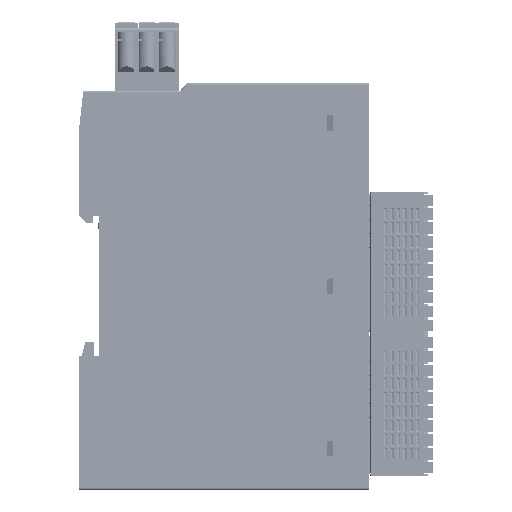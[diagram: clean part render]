
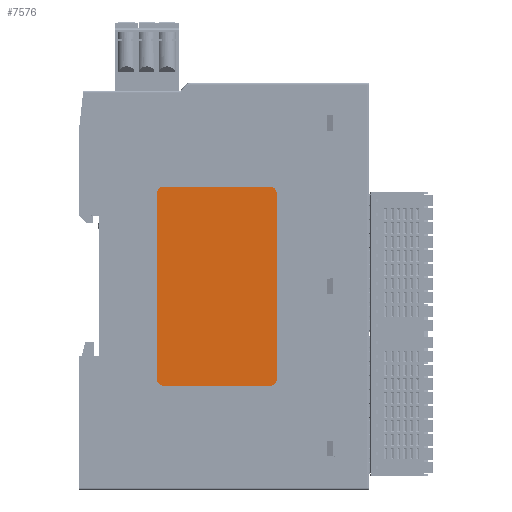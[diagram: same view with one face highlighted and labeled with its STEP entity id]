
A CAD part, top view. The second image highlights one B-rep face of the part: STEP entity #7576.
In plain terms, the highlighted planar face has unit normal (0, 0, 1).
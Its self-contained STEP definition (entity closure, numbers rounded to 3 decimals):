
#7576=ADVANCED_FACE('',(#23191),#16869,.F.);
#16869=PLANE('',#169000);
#23191=FACE_OUTER_BOUND('',#32263,.T.);
#32263=EDGE_LOOP('',(#79065,#79066,#79067,#79068,#79069,#79070,#79071,#79072));
#43232=LINE('',#232421,#60549);
#43235=LINE('',#232427,#60552);
#43239=LINE('',#232435,#60556);
#43241=LINE('',#232439,#60558);
#60549=VECTOR('',#185242,1.);
#60552=VECTOR('',#185247,1.);
#60556=VECTOR('',#185253,1.);
#60558=VECTOR('',#185257,1.);
#79065=ORIENTED_EDGE('',*,*,#141670,.F.);
#79066=ORIENTED_EDGE('',*,*,#141675,.T.);
#79067=ORIENTED_EDGE('',*,*,#141672,.F.);
#79068=ORIENTED_EDGE('',*,*,#141676,.T.);
#79069=ORIENTED_EDGE('',*,*,#141663,.F.);
#79070=ORIENTED_EDGE('',*,*,#141677,.T.);
#79071=ORIENTED_EDGE('',*,*,#141666,.F.);
#79072=ORIENTED_EDGE('',*,*,#141678,.T.);
#125682=VERTEX_POINT('',#232422);
#125683=VERTEX_POINT('',#232423);
#125684=VERTEX_POINT('',#232428);
#125685=VERTEX_POINT('',#232429);
#125686=VERTEX_POINT('',#232434);
#125687=VERTEX_POINT('',#232436);
#125688=VERTEX_POINT('',#232440);
#125689=VERTEX_POINT('',#232441);
#141663=EDGE_CURVE('',#125682,#125683,#43232,.T.);
#141666=EDGE_CURVE('',#125684,#125685,#43235,.T.);
#141670=EDGE_CURVE('',#125686,#125687,#43239,.T.);
#141672=EDGE_CURVE('',#125688,#125689,#43241,.T.);
#141675=EDGE_CURVE('',#125686,#125689,#164292,.T.);
#141676=EDGE_CURVE('',#125688,#125683,#164293,.T.);
#141677=EDGE_CURVE('',#125682,#125685,#164294,.T.);
#141678=EDGE_CURVE('',#125684,#125687,#164295,.T.);
#164292=CIRCLE('',#168996,1.8);
#164293=CIRCLE('',#168997,1.8);
#164294=CIRCLE('',#168998,1.8);
#164295=CIRCLE('',#168999,1.8);
#168996=AXIS2_PLACEMENT_3D('',#232445,#185262,#185263);
#168997=AXIS2_PLACEMENT_3D('',#232446,#185264,#185265);
#168998=AXIS2_PLACEMENT_3D('',#232447,#185266,#185267);
#168999=AXIS2_PLACEMENT_3D('',#232448,#185268,#185269);
#169000=AXIS2_PLACEMENT_3D('',#232449,#185270,#185271);
#185242=DIRECTION('',(-1.,0.,0.));
#185247=DIRECTION('',(0.,-1.,0.));
#185253=DIRECTION('',(1.,0.,0.));
#185257=DIRECTION('',(0.,1.,0.));
#185262=DIRECTION('',(0.,0.,1.));
#185263=DIRECTION('',(-1.,0.,0.));
#185264=DIRECTION('',(0.,0.,1.));
#185265=DIRECTION('',(-1.,0.,0.));
#185266=DIRECTION('',(0.,0.,1.));
#185267=DIRECTION('',(-1.,0.,0.));
#185268=DIRECTION('',(0.,0.,1.));
#185269=DIRECTION('',(-1.,0.,0.));
#185270=DIRECTION('',(0.,0.,-1.));
#185271=DIRECTION('',(-1.,0.,0.));
#232421=CARTESIAN_POINT('',(-245.077,127.265,57.7));
#232422=CARTESIAN_POINT('',(-231.777,127.265,57.7));
#232423=CARTESIAN_POINT('',(-258.377,127.265,57.7));
#232427=CARTESIAN_POINT('',(-229.977,152.365,57.7));
#232428=CARTESIAN_POINT('',(-229.977,175.665,57.7));
#232429=CARTESIAN_POINT('',(-229.977,129.065,57.7));
#232434=CARTESIAN_POINT('',(-258.377,177.465,57.7));
#232435=CARTESIAN_POINT('',(-245.077,177.465,57.7));
#232436=CARTESIAN_POINT('',(-231.777,177.465,57.7));
#232439=CARTESIAN_POINT('',(-260.177,177.365,57.7));
#232440=CARTESIAN_POINT('',(-260.177,129.065,57.7));
#232441=CARTESIAN_POINT('',(-260.177,175.665,57.7));
#232445=CARTESIAN_POINT('',(-258.377,175.665,57.7));
#232446=CARTESIAN_POINT('',(-258.377,129.065,57.7));
#232447=CARTESIAN_POINT('',(-231.777,129.065,57.7));
#232448=CARTESIAN_POINT('',(-231.777,175.665,57.7));
#232449=CARTESIAN_POINT('',(-256.37,152.374,57.7));
